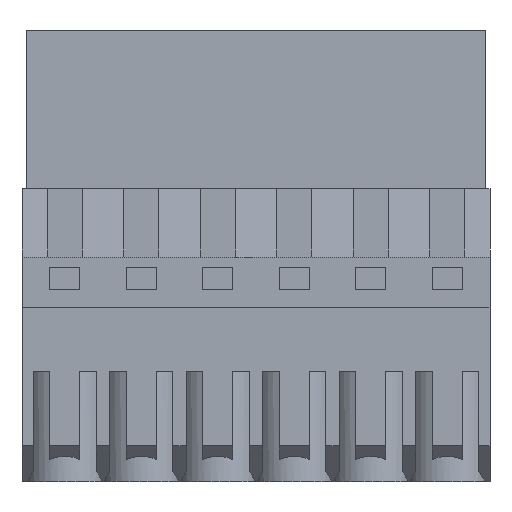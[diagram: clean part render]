
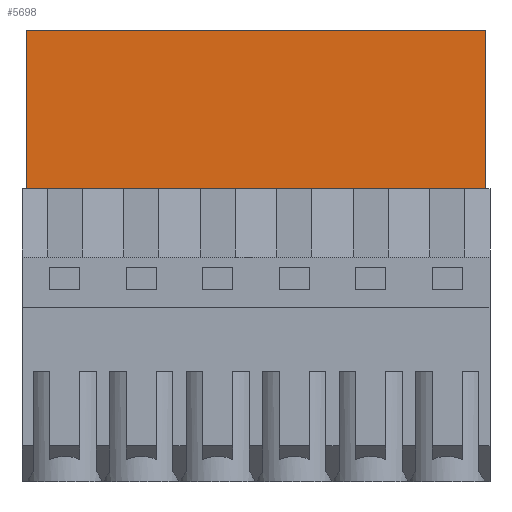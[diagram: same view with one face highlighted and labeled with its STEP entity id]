
A CAD part, front view. The second image highlights one B-rep face of the part: STEP entity #5698.
In plain terms, the highlighted planar face has unit normal (0, -1, 0).
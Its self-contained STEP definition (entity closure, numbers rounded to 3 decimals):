
#5680=AXIS2_PLACEMENT_3D('Plane Axis2P3D',#5677,#5678,#5679) ;
#3256=CARTESIAN_POINT('Line Origine',(23.31,3.,29.207)) ;
#3260=CARTESIAN_POINT('Vertex',(46.184,3.,29.207)) ;
#3262=CARTESIAN_POINT('Vertex',(0.436,3.,29.207)) ;
#3617=CARTESIAN_POINT('Vertex',(0.436,3.,45.007)) ;
#3620=CARTESIAN_POINT('Line Origine',(23.31,3.,45.007)) ;
#3624=CARTESIAN_POINT('Vertex',(46.184,3.,45.007)) ;
#5677=CARTESIAN_POINT('Axis2P3D Location',(31.38,3.,29.207)) ;
#5682=CARTESIAN_POINT('Line Origine',(0.436,3.,37.107)) ;
#5687=CARTESIAN_POINT('Line Origine',(46.184,3.,37.107)) ;
#3257=DIRECTION('Vector Direction',(-1.,0.,0.)) ;
#3621=DIRECTION('Vector Direction',(-1.,0.,0.)) ;
#5678=DIRECTION('Axis2P3D Direction',(0.,-1.,0.)) ;
#5679=DIRECTION('Axis2P3D XDirection',(0.,0.,1.)) ;
#5683=DIRECTION('Vector Direction',(0.,0.,-1.)) ;
#5688=DIRECTION('Vector Direction',(0.,0.,-1.)) ;
#3258=VECTOR('Line Direction',#3257,1.) ;
#3622=VECTOR('Line Direction',#3621,1.) ;
#5684=VECTOR('Line Direction',#5683,1.) ;
#5689=VECTOR('Line Direction',#5688,1.) ;
#5693=ORIENTED_EDGE('',*,*,#3626,.T.) ;
#5694=ORIENTED_EDGE('',*,*,#5686,.T.) ;
#5695=ORIENTED_EDGE('',*,*,#3264,.F.) ;
#5696=ORIENTED_EDGE('',*,*,#5691,.F.) ;
#5698=ADVANCED_FACE('HOUSING',(#5697),#5681,.T.) ;
#3264=EDGE_CURVE('',#3261,#3263,#3259,.T.) ;
#3626=EDGE_CURVE('',#3625,#3618,#3623,.T.) ;
#5686=EDGE_CURVE('',#3618,#3263,#5685,.T.) ;
#5691=EDGE_CURVE('',#3625,#3261,#5690,.T.) ;
#5692=EDGE_LOOP('',(#5693,#5694,#5695,#5696)) ;
#5697=FACE_OUTER_BOUND('',#5692,.T.) ;
#3259=LINE('Line',#3256,#3258) ;
#3623=LINE('Line',#3620,#3622) ;
#5685=LINE('Line',#5682,#5684) ;
#5690=LINE('Line',#5687,#5689) ;
#5681=PLANE('',#5680) ;
#3261=VERTEX_POINT('',#3260) ;
#3263=VERTEX_POINT('',#3262) ;
#3618=VERTEX_POINT('',#3617) ;
#3625=VERTEX_POINT('',#3624) ;
